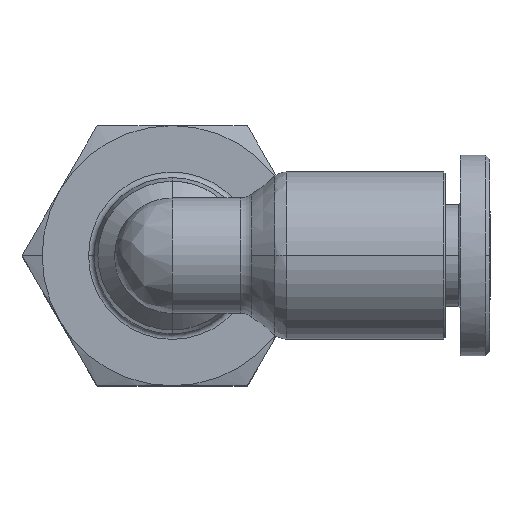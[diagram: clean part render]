
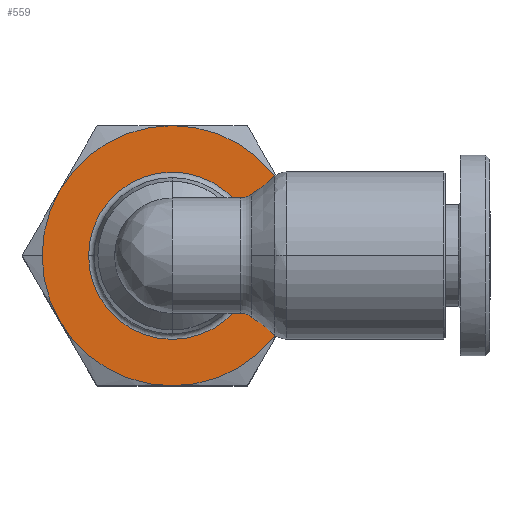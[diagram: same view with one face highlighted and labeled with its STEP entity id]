
A CAD part, top view. The second image highlights one B-rep face of the part: STEP entity #559.
In plain terms, the highlighted planar face has unit normal (0, 0, 1).
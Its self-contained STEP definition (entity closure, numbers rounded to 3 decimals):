
#35 = DIRECTION ( 'NONE',  ( 0., 0., -1. ) ) ;
#90 = CARTESIAN_POINT ( 'NONE',  ( -0.799, 0., -4.8 ) ) ;
#221 = AXIS2_PLACEMENT_3D ( 'NONE', #719, #8641, #1608 ) ;
#321 = DIRECTION ( 'NONE',  ( -1., 0., 0. ) ) ;
#559 = ADVANCED_FACE ( 'NONE', ( #2895, #15212 ), #1879, .F. ) ;
#701 = AXIS2_PLACEMENT_3D ( 'NONE', #5897, #14262, #2230 ) ;
#719 = CARTESIAN_POINT ( 'NONE',  ( -5.3, 0., -4.8 ) ) ;
#916 = VERTEX_POINT ( 'NONE', #1403 ) ;
#1090 = EDGE_CURVE ( 'NONE', #5192, #1312, #10433, .T. ) ;
#1312 = VERTEX_POINT ( 'NONE', #6163 ) ;
#1383 = CIRCLE ( 'NONE', #221, 7. ) ;
#1403 = CARTESIAN_POINT ( 'NONE',  ( -5.3, 7., -4.8 ) ) ;
#1608 = DIRECTION ( 'NONE',  ( -1., 0., 0. ) ) ;
#1879 = PLANE ( 'NONE',  #14678 ) ;
#2192 = AXIS2_PLACEMENT_3D ( 'NONE', #7027, #12944, #10683 ) ;
#2230 = DIRECTION ( 'NONE',  ( -1., 0., 0. ) ) ;
#2306 = ORIENTED_EDGE ( 'NONE', *, *, #7393, .F. ) ;
#2895 = FACE_BOUND ( 'NONE', #14481, .T. ) ;
#3170 = DIRECTION ( 'NONE',  ( -1., 0., 0. ) ) ;
#3241 = EDGE_CURVE ( 'NONE', #12587, #15358, #9408, .T. ) ;
#3311 = DIRECTION ( 'NONE',  ( -1., 0., 0. ) ) ;
#3894 = ORIENTED_EDGE ( 'NONE', *, *, #15008, .F. ) ;
#4330 = CARTESIAN_POINT ( 'NONE',  ( -5.3, 0., -4.8 ) ) ;
#4473 = DIRECTION ( 'NONE',  ( 0., 0., -1. ) ) ;
#4702 = AXIS2_PLACEMENT_3D ( 'NONE', #13116, #35, #8354 ) ;
#4823 = CIRCLE ( 'NONE', #2192, 7. ) ;
#5192 = VERTEX_POINT ( 'NONE', #90 ) ;
#5413 = VERTEX_POINT ( 'NONE', #9643 ) ;
#5483 = CARTESIAN_POINT ( 'NONE',  ( -5.3, -7., -4.8 ) ) ;
#5527 = DIRECTION ( 'NONE',  ( 0., 0., -1. ) ) ;
#5531 = AXIS2_PLACEMENT_3D ( 'NONE', #4330, #5527, #10259 ) ;
#5581 = DIRECTION ( 'NONE',  ( 0., 0., -1. ) ) ;
#5897 = CARTESIAN_POINT ( 'NONE',  ( -5.3, 0., -4.8 ) ) ;
#6163 = CARTESIAN_POINT ( 'NONE',  ( -9.801, 0., -4.8 ) ) ;
#6247 = CARTESIAN_POINT ( 'NONE',  ( -5.3, 0., -4.8 ) ) ;
#6870 = ORIENTED_EDGE ( 'NONE', *, *, #7187, .F. ) ;
#6875 = AXIS2_PLACEMENT_3D ( 'NONE', #15009, #4473, #7855 ) ;
#7027 = CARTESIAN_POINT ( 'NONE',  ( -5.3, 0., -4.8 ) ) ;
#7187 = EDGE_CURVE ( 'NONE', #5413, #9317, #7538, .T. ) ;
#7393 = EDGE_CURVE ( 'NONE', #15358, #11979, #1383, .T. ) ;
#7538 = CIRCLE ( 'NONE', #4702, 7. ) ;
#7586 = ORIENTED_EDGE ( 'NONE', *, *, #14941, .F. ) ;
#7855 = DIRECTION ( 'NONE',  ( -1., 0., 0. ) ) ;
#8354 = DIRECTION ( 'NONE',  ( -1., 0., 0. ) ) ;
#8522 = EDGE_LOOP ( 'NONE', ( #13689, #12515, #3894, #6870, #9694, #11890, #2306 ) ) ;
#8606 = AXIS2_PLACEMENT_3D ( 'NONE', #13001, #13094, #11882 ) ;
#8641 = DIRECTION ( 'NONE',  ( 0., 0., -1. ) ) ;
#9196 = CIRCLE ( 'NONE', #10385, 7. ) ;
#9317 = VERTEX_POINT ( 'NONE', #13762 ) ;
#9408 = CIRCLE ( 'NONE', #6875, 7. ) ;
#9643 = CARTESIAN_POINT ( 'NONE',  ( 0.762, 3.5, -4.8 ) ) ;
#9694 = ORIENTED_EDGE ( 'NONE', *, *, #15324, .F. ) ;
#10259 = DIRECTION ( 'NONE',  ( -1., 0., 0. ) ) ;
#10277 = CARTESIAN_POINT ( 'NONE',  ( -5.3, 0., -4.8 ) ) ;
#10385 = AXIS2_PLACEMENT_3D ( 'NONE', #14143, #10409, #3311 ) ;
#10409 = DIRECTION ( 'NONE',  ( 0., 0., -1. ) ) ;
#10433 = CIRCLE ( 'NONE', #11737, 4.501 ) ;
#10584 = CARTESIAN_POINT ( 'NONE',  ( -11.362, -3.5, -4.8 ) ) ;
#10683 = DIRECTION ( 'NONE',  ( -1., 0., 0. ) ) ;
#11245 = VERTEX_POINT ( 'NONE', #5483 ) ;
#11737 = AXIS2_PLACEMENT_3D ( 'NONE', #6247, #13569, #321 ) ;
#11882 = DIRECTION ( 'NONE',  ( -1., 0., 0. ) ) ;
#11890 = ORIENTED_EDGE ( 'NONE', *, *, #12868, .F. ) ;
#11979 = VERTEX_POINT ( 'NONE', #15313 ) ;
#12163 = ORIENTED_EDGE ( 'NONE', *, *, #1090, .F. ) ;
#12478 = CIRCLE ( 'NONE', #8606, 4.501 ) ;
#12515 = ORIENTED_EDGE ( 'NONE', *, *, #13788, .F. ) ;
#12587 = VERTEX_POINT ( 'NONE', #10584 ) ;
#12868 = EDGE_CURVE ( 'NONE', #11979, #916, #9196, .T. ) ;
#12944 = DIRECTION ( 'NONE',  ( 0., 0., -1. ) ) ;
#13001 = CARTESIAN_POINT ( 'NONE',  ( -5.3, 0., -4.8 ) ) ;
#13094 = DIRECTION ( 'NONE',  ( 0., 0., 1. ) ) ;
#13116 = CARTESIAN_POINT ( 'NONE',  ( -5.3, 0., -4.8 ) ) ;
#13569 = DIRECTION ( 'NONE',  ( 0., 0., 1. ) ) ;
#13689 = ORIENTED_EDGE ( 'NONE', *, *, #3241, .F. ) ;
#13725 = CARTESIAN_POINT ( 'NONE',  ( -12.3, 0., -4.8 ) ) ;
#13762 = CARTESIAN_POINT ( 'NONE',  ( 0.762, -3.5, -4.8 ) ) ;
#13788 = EDGE_CURVE ( 'NONE', #11245, #12587, #14955, .T. ) ;
#14143 = CARTESIAN_POINT ( 'NONE',  ( -5.3, 0., -4.8 ) ) ;
#14262 = DIRECTION ( 'NONE',  ( 0., 0., -1. ) ) ;
#14481 = EDGE_LOOP ( 'NONE', ( #7586, #12163 ) ) ;
#14678 = AXIS2_PLACEMENT_3D ( 'NONE', #10277, #5581, #3170 ) ;
#14941 = EDGE_CURVE ( 'NONE', #1312, #5192, #12478, .T. ) ;
#14955 = CIRCLE ( 'NONE', #701, 7. ) ;
#15008 = EDGE_CURVE ( 'NONE', #9317, #11245, #4823, .T. ) ;
#15009 = CARTESIAN_POINT ( 'NONE',  ( -5.3, 0., -4.8 ) ) ;
#15065 = CIRCLE ( 'NONE', #5531, 7. ) ;
#15212 = FACE_OUTER_BOUND ( 'NONE', #8522, .T. ) ;
#15313 = CARTESIAN_POINT ( 'NONE',  ( -11.362, 3.5, -4.8 ) ) ;
#15324 = EDGE_CURVE ( 'NONE', #916, #5413, #15065, .T. ) ;
#15358 = VERTEX_POINT ( 'NONE', #13725 ) ;
